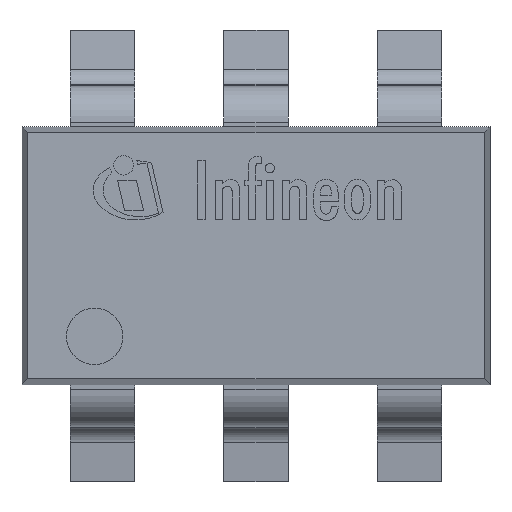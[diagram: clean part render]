
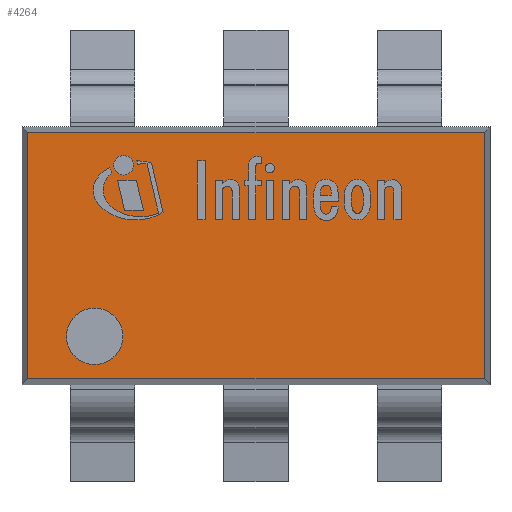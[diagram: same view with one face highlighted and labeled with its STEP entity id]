
A CAD part, top view. The second image highlights one B-rep face of the part: STEP entity #4264.
In plain terms, the highlighted planar face has unit normal (0, 0, 1).
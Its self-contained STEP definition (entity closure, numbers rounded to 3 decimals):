
#62=LINE('',#6576,#429);
#65=LINE('',#6582,#432);
#66=LINE('',#6584,#433);
#67=LINE('',#6585,#434);
#429=VECTOR('',#5108,2.826);
#432=VECTOR('',#5113,1.526);
#433=VECTOR('',#5114,2.826);
#434=VECTOR('',#5115,1.526);
#797=PLANE('',#4550);
#905=FACE_BOUND('',#1167,.T.);
#906=FACE_BOUND('',#1168,.T.);
#1167=EDGE_LOOP('',(#2800));
#1168=EDGE_LOOP('',(#2801,#2802,#2803,#2804));
#1423=CIRCLE('',#4547,0.175);
#1707=VERTEX_POINT('',#6568);
#1709=VERTEX_POINT('',#6573);
#1710=VERTEX_POINT('',#6575);
#1712=VERTEX_POINT('',#6581);
#1713=VERTEX_POINT('',#6583);
#2143=EDGE_CURVE('',#1707,#1707,#1423,.T.);
#2145=EDGE_CURVE('',#1709,#1710,#62,.T.);
#2148=EDGE_CURVE('',#1712,#1709,#65,.T.);
#2149=EDGE_CURVE('',#1713,#1712,#66,.T.);
#2150=EDGE_CURVE('',#1710,#1713,#67,.T.);
#2800=ORIENTED_EDGE('',*,*,#2143,.T.);
#2801=ORIENTED_EDGE('',*,*,#2145,.F.);
#2802=ORIENTED_EDGE('',*,*,#2148,.F.);
#2803=ORIENTED_EDGE('',*,*,#2149,.F.);
#2804=ORIENTED_EDGE('',*,*,#2150,.F.);
#4264=ADVANCED_FACE('',(#905,#906),#797,.T.);
#4547=AXIS2_PLACEMENT_3D('',#6569,#5101,#5102);
#4550=AXIS2_PLACEMENT_3D('',#6580,#5111,#5112);
#5101=DIRECTION('center_axis',(0.,0.,-1.));
#5102=DIRECTION('ref_axis',(-1.,0.,0.));
#5108=DIRECTION('',(-1.,0.,0.));
#5111=DIRECTION('center_axis',(0.,0.,1.));
#5112=DIRECTION('ref_axis',(1.,0.,0.));
#5113=DIRECTION('',(0.,-1.,0.));
#5114=DIRECTION('',(1.,0.,0.));
#5115=DIRECTION('',(0.,1.,0.));
#6568=CARTESIAN_POINT('',(-0.825,-0.5,1.25));
#6569=CARTESIAN_POINT('Origin',(-1.,-0.5,1.25));
#6573=CARTESIAN_POINT('',(1.413,-0.763,1.25));
#6575=CARTESIAN_POINT('',(-1.413,-0.763,1.25));
#6576=CARTESIAN_POINT('',(-0.725,-0.763,1.25));
#6580=CARTESIAN_POINT('Origin',(0.,0.,
1.25));
#6581=CARTESIAN_POINT('',(1.413,0.763,1.25));
#6582=CARTESIAN_POINT('',(1.413,-0.4,1.25));
#6583=CARTESIAN_POINT('',(-1.413,0.763,1.25));
#6584=CARTESIAN_POINT('',(0.725,0.763,1.25));
#6585=CARTESIAN_POINT('',(-1.413,0.4,1.25));
